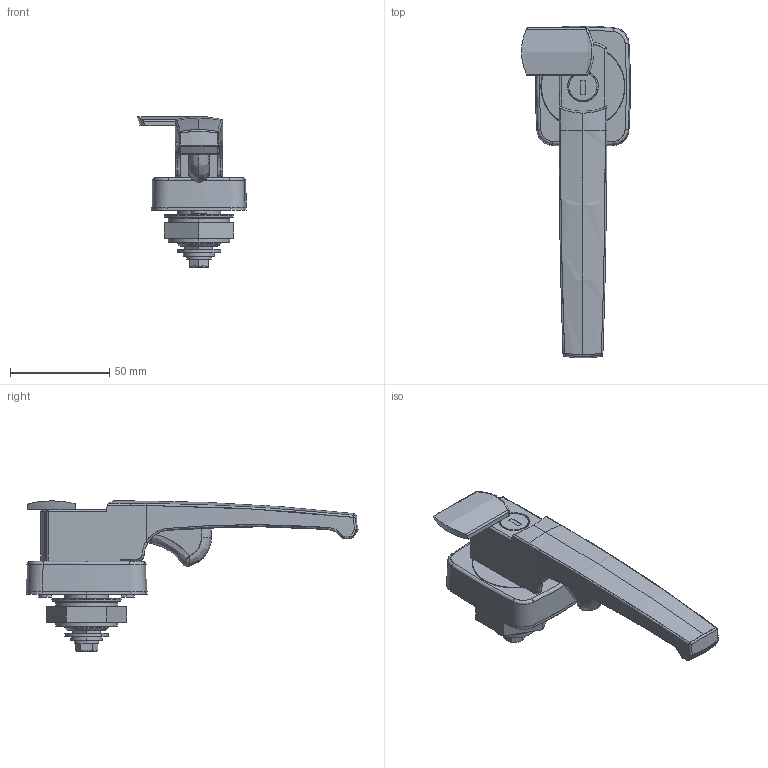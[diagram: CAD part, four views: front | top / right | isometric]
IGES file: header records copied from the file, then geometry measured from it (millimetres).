
Start section: SolidWorks IGES file using analytic representation for surfaces
Global section: file name: A-130-1-1.IGS,15; native system: HSolidWorks 2018; preprocessor: SolidWorks 2018; author: 1337yo; date: 200131.162328; units: millimetre
Bounding box: 55 x 167.37 x 75.7 mm (x, y, z)
Surface area: 55821.7 mm2 (no closed solid volume)
Topology: 0 solids, 0 shells, 689 faces, 8308 edges, 8294 vertices
Faces by surface type: bspline 391, revolution 298
